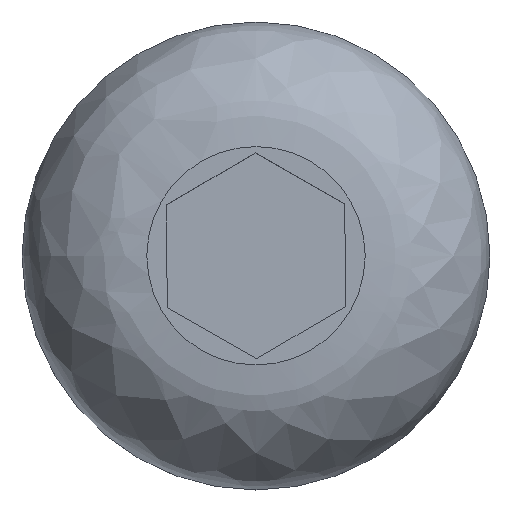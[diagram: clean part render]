
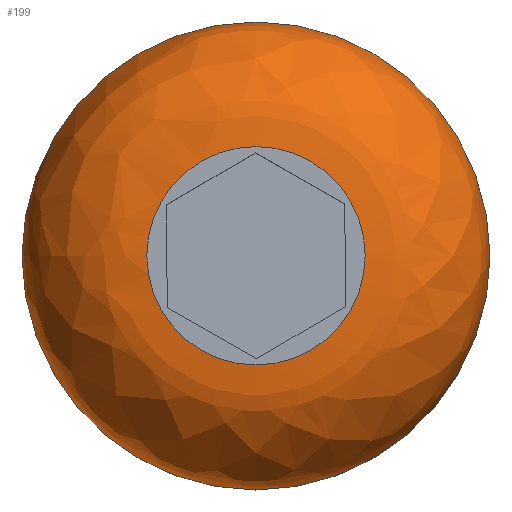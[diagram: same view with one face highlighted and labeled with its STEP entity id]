
A CAD part, top view. The second image highlights one B-rep face of the part: STEP entity #199.
In plain terms, the highlighted free-form (B-spline) face has degree [2, 2] with [3, 9] control points.
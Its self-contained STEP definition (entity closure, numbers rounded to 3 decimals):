
#69=FACE_OUTER_BOUND('',#82,.T.);
#82=EDGE_LOOP('',(#146,#147,#148,#149));
#97=CIRCLE('',#226,2.45);
#98=CIRCLE('',#227,2.8);
#99=CIRCLE('',#228,5.25);
#103=VERTEX_POINT('',#330);
#104=VERTEX_POINT('',#332);
#120=EDGE_CURVE('',#103,#103,#97,.T.);
#121=EDGE_CURVE('',#103,#104,#98,.T.);
#122=EDGE_CURVE('',#104,#104,#99,.T.);
#146=ORIENTED_EDGE('',*,*,#120,.T.);
#147=ORIENTED_EDGE('',*,*,#121,.T.);
#148=ORIENTED_EDGE('',*,*,#122,.T.);
#149=ORIENTED_EDGE('',*,*,#121,.F.);
#198=(
BOUNDED_SURFACE()
B_SPLINE_SURFACE(2,2,((#303,#304,#305,#306,#307,#308,#309,#310,#311),(#312,
#313,#314,#315,#316,#317,#318,#319,#320),(#321,#322,#323,#324,#325,#326,
#327,#328,#329)),.UNSPECIFIED.,.F.,.T.,.F.)
B_SPLINE_SURFACE_WITH_KNOTS((3,3),(3,2,2,2,3),(0.,1.571),(-3.142,
-1.571,0.,1.571,3.142),.UNSPECIFIED.)
GEOMETRIC_REPRESENTATION_ITEM()
RATIONAL_B_SPLINE_SURFACE(((1.,0.707,1.,0.707,1.,
0.707,1.,0.707,1.),(0.707,0.5,0.707,
0.5,0.707,0.5,0.707,0.5,0.707),(1.,
0.707,1.,0.707,1.,0.707,1.,0.707,
1.)))
REPRESENTATION_ITEM('')
SURFACE()
);
#199=ADVANCED_FACE('',(#69),#198,.F.);
#226=AXIS2_PLACEMENT_3D('',#331,#246,#247);
#227=AXIS2_PLACEMENT_3D('',#333,#248,#249);
#228=AXIS2_PLACEMENT_3D('',#334,#250,#251);
#246=DIRECTION('center_axis',(0.,0.,-1.));
#247=DIRECTION('ref_axis',(1.,0.,0.));
#248=DIRECTION('center_axis',(0.,-1.,0.));
#249=DIRECTION('ref_axis',(-1.,0.,0.));
#250=DIRECTION('center_axis',(0.,0.,1.));
#251=DIRECTION('ref_axis',(1.,0.,0.));
#303=CARTESIAN_POINT('Ctrl Pts',(-5.25,0.,0.5));
#304=CARTESIAN_POINT('Ctrl Pts',(-5.25,-5.25,0.5));
#305=CARTESIAN_POINT('Ctrl Pts',(0.,-5.25,0.5));
#306=CARTESIAN_POINT('Ctrl Pts',(5.25,-5.25,0.5));
#307=CARTESIAN_POINT('Ctrl Pts',(5.25,0.,0.5));
#308=CARTESIAN_POINT('Ctrl Pts',(5.25,5.25,0.5));
#309=CARTESIAN_POINT('Ctrl Pts',(0.,5.25,0.5));
#310=CARTESIAN_POINT('Ctrl Pts',(-5.25,5.25,0.5));
#311=CARTESIAN_POINT('Ctrl Pts',(-5.25,0.,0.5));
#312=CARTESIAN_POINT('Ctrl Pts',(-5.25,0.,3.3));
#313=CARTESIAN_POINT('Ctrl Pts',(-5.25,-5.25,3.3));
#314=CARTESIAN_POINT('Ctrl Pts',(0.,-5.25,3.3));
#315=CARTESIAN_POINT('Ctrl Pts',(5.25,-5.25,3.3));
#316=CARTESIAN_POINT('Ctrl Pts',(5.25,0.,3.3));
#317=CARTESIAN_POINT('Ctrl Pts',(5.25,5.25,3.3));
#318=CARTESIAN_POINT('Ctrl Pts',(0.,5.25,3.3));
#319=CARTESIAN_POINT('Ctrl Pts',(-5.25,5.25,3.3));
#320=CARTESIAN_POINT('Ctrl Pts',(-5.25,0.,3.3));
#321=CARTESIAN_POINT('Ctrl Pts',(-2.45,0.,3.3));
#322=CARTESIAN_POINT('Ctrl Pts',(-2.45,-2.45,3.3));
#323=CARTESIAN_POINT('Ctrl Pts',(0.,-2.45,3.3));
#324=CARTESIAN_POINT('Ctrl Pts',(2.45,-2.45,3.3));
#325=CARTESIAN_POINT('Ctrl Pts',(2.45,0.,3.3));
#326=CARTESIAN_POINT('Ctrl Pts',(2.45,2.45,3.3));
#327=CARTESIAN_POINT('Ctrl Pts',(0.,2.45,3.3));
#328=CARTESIAN_POINT('Ctrl Pts',(-2.45,2.45,3.3));
#329=CARTESIAN_POINT('Ctrl Pts',(-2.45,0.,3.3));
#330=CARTESIAN_POINT('',(-2.45,0.,3.3));
#331=CARTESIAN_POINT('Origin',(0.,0.,3.3));
#332=CARTESIAN_POINT('',(-5.25,0.,0.5));
#333=CARTESIAN_POINT('Origin',(-2.45,0.,0.5));
#334=CARTESIAN_POINT('Origin',(0.,0.,0.5));
